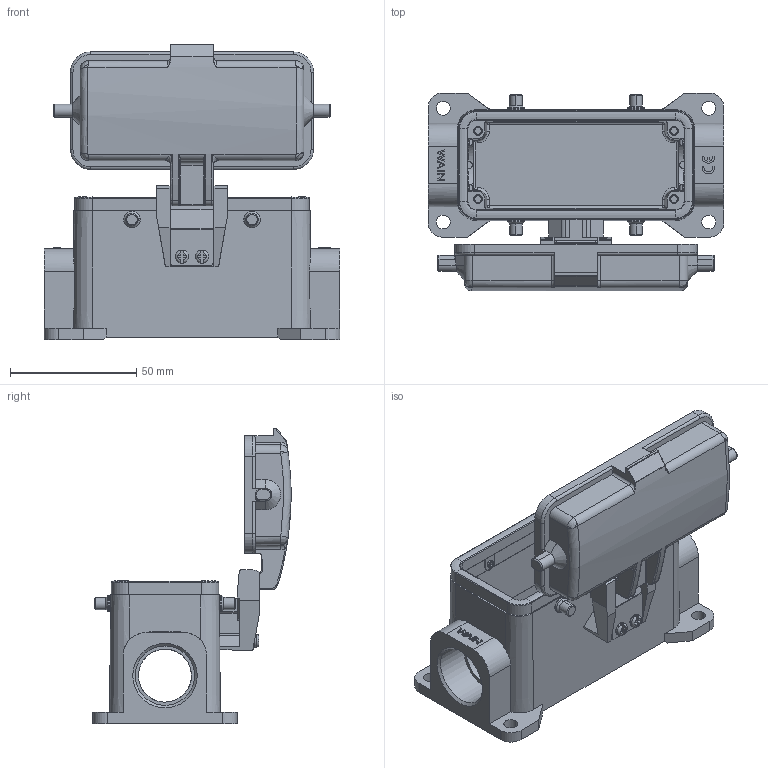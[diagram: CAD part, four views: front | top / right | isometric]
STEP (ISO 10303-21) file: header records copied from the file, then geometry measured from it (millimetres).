
FILE_DESCRIPTION(/* description */ (''),/* implementation_level */ '2;1');
FILE_NAME(/* name */ '3D_1240162701023_HV16B-SF-4B-CV-2M25_V1.1.STP',/* time_stamp */ '2024-01-03T17:19:20+08:00',/* author */ (''),/* organization */ (''),/* preprocessor_version */ 'ST-DEVELOPER v18.1',/* originating_system */ 'SIEMENS PLM Software NX 1980',/* authorisation */ '');
FILE_SCHEMA (('AUTOMOTIVE_DESIGN { 1 0 10303 214 3 1 1 1 }'));
Products named in the file (1): 145913980AD9o2z2
Bounding box: 117 x 78.39 x 116.82 mm (x, y, z)
Volume: 120283.4 mm3; surface area: 75403.4 mm2
Topology: 15 solids, 15 shells, 1144 faces, 2996 edges, 1898 vertices
Faces by surface type: cylinder 493, plane 416, torus 93, cone 66, bspline 50, sphere 26
Full cylindrical faces by diameter (mm): 3 x6, 4 x2, 21 x2, 23.5 x2
Entity records: 53296 total; most frequent: CARTESIAN_POINT 26277, ORIENTED_EDGE 5908, DIRECTION 5155, EDGE_CURVE 2954, VERTEX_POINT 1885, AXIS2_PLACEMENT_3D 1853, LINE 1449, VECTOR 1449
